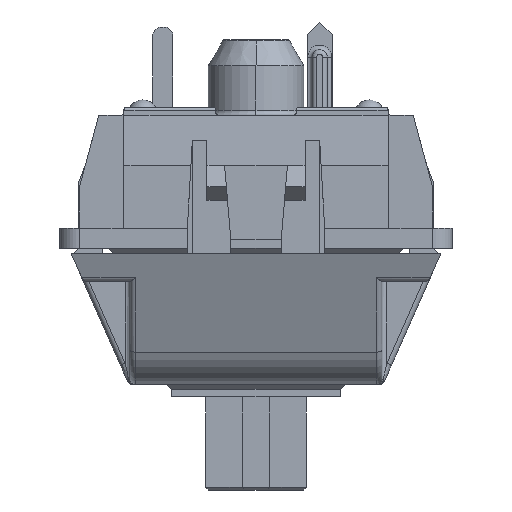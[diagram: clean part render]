
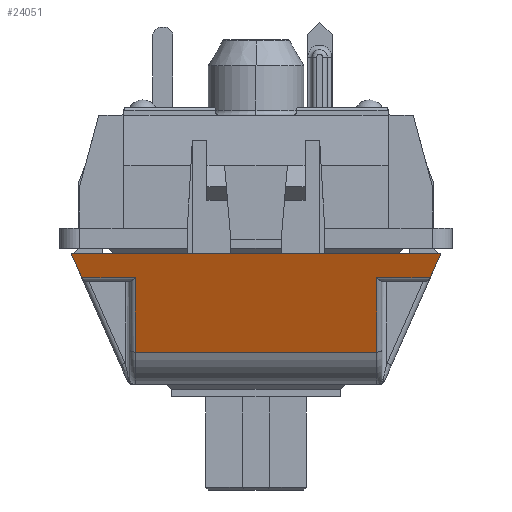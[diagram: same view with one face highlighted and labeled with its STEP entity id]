
A CAD part, left-side view. The second image highlights one B-rep face of the part: STEP entity #24051.
In plain terms, the highlighted planar face has unit normal (-0.933, 0, -0.359).
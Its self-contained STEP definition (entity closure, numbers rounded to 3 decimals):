
#257 = CARTESIAN_POINT ( 'NONE',  ( -6.976, -6.92, 4.228 ) ) ;
#816 = DIRECTION ( 'NONE',  ( 0.359, 0., -0.933 ) ) ;
#3336 = VECTOR ( 'NONE', #816, 1000. ) ;
#5089 = EDGE_LOOP ( 'NONE', ( #34149, #36308, #24335, #9738, #21618, #30463, #37212, #22256 ) ) ;
#5091 = CARTESIAN_POINT ( 'NONE',  ( -7.35, -7.35, 5.2 ) ) ;
#5587 = DIRECTION ( 'NONE',  ( -0.359, 0., 0.933 ) ) ;
#5970 = PLANE ( 'NONE',  #32628 ) ;
#6336 = VERTEX_POINT ( 'NONE', #15022 ) ;
#6420 = LINE ( 'NONE', #26482, #34567 ) ;
#6562 = LINE ( 'NONE', #10173, #3336 ) ;
#7352 = LINE ( 'NONE', #7530, #37418 ) ;
#7530 = CARTESIAN_POINT ( 'NONE',  ( -5.842, -4.8, 1.282 ) ) ;
#7552 = VERTEX_POINT ( 'NONE', #20653 ) ;
#9382 = B_SPLINE_CURVE_WITH_KNOTS ( 'NONE', 3,
 ( #16036, #10495, #16235, #21399 ),
 .UNSPECIFIED., .F., .F.,
 ( 4, 4 ),
 ( 0., 1. ),
 .UNSPECIFIED. ) ;
#9526 = VERTEX_POINT ( 'NONE', #5091 ) ;
#9738 = ORIENTED_EDGE ( 'NONE', *, *, #10981, .F. ) ;
#10173 = CARTESIAN_POINT ( 'NONE',  ( -6.976, 4.8, 4.228 ) ) ;
#10366 = B_SPLINE_CURVE_WITH_KNOTS ( 'NONE', 3,
 ( #27765, #13232, #36533, #21269 ),
 .UNSPECIFIED., .F., .F.,
 ( 4, 4 ),
 ( 0., 1. ),
 .UNSPECIFIED. ) ;
#10495 = CARTESIAN_POINT ( 'NONE',  ( -7.35, -2.45, 5.2 ) ) ;
#10981 = EDGE_CURVE ( 'NONE', #21900, #21150, #10366, .T. ) ;
#11106 = VECTOR ( 'NONE', #28163, 1000. ) ;
#13232 = CARTESIAN_POINT ( 'NONE',  ( -7.101, 7.063, 4.552 ) ) ;
#13262 = LINE ( 'NONE', #16497, #11106 ) ;
#14104 = CARTESIAN_POINT ( 'NONE',  ( -5.842, 4.8, 1.282 ) ) ;
#14752 = CARTESIAN_POINT ( 'NONE',  ( -6.349, 0., 2.6 ) ) ;
#15022 = CARTESIAN_POINT ( 'NONE',  ( -6.976, 4.8, 4.228 ) ) ;
#15562 = VERTEX_POINT ( 'NONE', #14104 ) ;
#15928 = EDGE_CURVE ( 'NONE', #21900, #6336, #13262, .T. ) ;
#16036 = CARTESIAN_POINT ( 'NONE',  ( -7.35, -7.35, 5.2 ) ) ;
#16235 = CARTESIAN_POINT ( 'NONE',  ( -7.35, 2.45, 5.2 ) ) ;
#16497 = CARTESIAN_POINT ( 'NONE',  ( -6.976, 6.92, 4.228 ) ) ;
#16606 = CARTESIAN_POINT ( 'NONE',  ( -7.35, 7.35, 5.2 ) ) ;
#16609 = B_SPLINE_CURVE_WITH_KNOTS ( 'NONE', 3,
 ( #32358, #26435, #26061, #257 ),
 .UNSPECIFIED., .F., .F.,
 ( 4, 4 ),
 ( 0., 1. ),
 .UNSPECIFIED. ) ;
#17212 = VERTEX_POINT ( 'NONE', #24029 ) ;
#18676 = EDGE_CURVE ( 'NONE', #25224, #17212, #36600, .T. ) ;
#20653 = CARTESIAN_POINT ( 'NONE',  ( -5.842, -4.8, 1.282 ) ) ;
#21150 = VERTEX_POINT ( 'NONE', #16606 ) ;
#21269 = CARTESIAN_POINT ( 'NONE',  ( -7.35, 7.35, 5.2 ) ) ;
#21399 = CARTESIAN_POINT ( 'NONE',  ( -7.35, 7.35, 5.2 ) ) ;
#21618 = ORIENTED_EDGE ( 'NONE', *, *, #15928, .T. ) ;
#21900 = VERTEX_POINT ( 'NONE', #31573 ) ;
#22256 = ORIENTED_EDGE ( 'NONE', *, *, #26412, .T. ) ;
#22272 = CARTESIAN_POINT ( 'NONE',  ( -6.976, -4.8, 4.228 ) ) ;
#24029 = CARTESIAN_POINT ( 'NONE',  ( -6.976, -6.92, 4.228 ) ) ;
#24051 = ADVANCED_FACE ( 'NONE', ( #32153 ), #5970, .T. ) ;
#24335 = ORIENTED_EDGE ( 'NONE', *, *, #25558, .T. ) ;
#25224 = VERTEX_POINT ( 'NONE', #28696 ) ;
#25558 = EDGE_CURVE ( 'NONE', #9526, #21150, #9382, .T. ) ;
#26061 = CARTESIAN_POINT ( 'NONE',  ( -7.101, -7.063, 4.552 ) ) ;
#26412 = EDGE_CURVE ( 'NONE', #7552, #25224, #6420, .T. ) ;
#26435 = CARTESIAN_POINT ( 'NONE',  ( -7.225, -7.207, 4.876 ) ) ;
#26482 = CARTESIAN_POINT ( 'NONE',  ( -5.842, -4.8, 1.282 ) ) ;
#26738 = EDGE_CURVE ( 'NONE', #9526, #17212, #16609, .T. ) ;
#27765 = CARTESIAN_POINT ( 'NONE',  ( -6.976, 6.92, 4.228 ) ) ;
#28098 = EDGE_CURVE ( 'NONE', #7552, #15562, #7352, .T. ) ;
#28163 = DIRECTION ( 'NONE',  ( 0., -1., 0. ) ) ;
#28696 = CARTESIAN_POINT ( 'NONE',  ( -6.976, -4.8, 4.228 ) ) ;
#30443 = EDGE_CURVE ( 'NONE', #6336, #15562, #6562, .T. ) ;
#30463 = ORIENTED_EDGE ( 'NONE', *, *, #30443, .T. ) ;
#30860 = DIRECTION ( 'NONE',  ( 0., 1., 0. ) ) ;
#31573 = CARTESIAN_POINT ( 'NONE',  ( -6.976, 6.92, 4.228 ) ) ;
#32153 = FACE_OUTER_BOUND ( 'NONE', #5089, .T. ) ;
#32358 = CARTESIAN_POINT ( 'NONE',  ( -7.35, -7.35, 5.2 ) ) ;
#32628 = AXIS2_PLACEMENT_3D ( 'NONE', #14752, #34634, #5587 ) ;
#33541 = DIRECTION ( 'NONE',  ( 0., -1., 0. ) ) ;
#34149 = ORIENTED_EDGE ( 'NONE', *, *, #18676, .T. ) ;
#34567 = VECTOR ( 'NONE', #35452, 1000. ) ;
#34634 = DIRECTION ( 'NONE',  ( -0.933, 0., -0.359 ) ) ;
#35452 = DIRECTION ( 'NONE',  ( -0.359, 0., 0.933 ) ) ;
#36308 = ORIENTED_EDGE ( 'NONE', *, *, #26738, .F. ) ;
#36533 = CARTESIAN_POINT ( 'NONE',  ( -7.225, 7.207, 4.876 ) ) ;
#36600 = LINE ( 'NONE', #22272, #37450 ) ;
#37212 = ORIENTED_EDGE ( 'NONE', *, *, #28098, .F. ) ;
#37418 = VECTOR ( 'NONE', #30860, 1000. ) ;
#37450 = VECTOR ( 'NONE', #33541, 1000. ) ;
